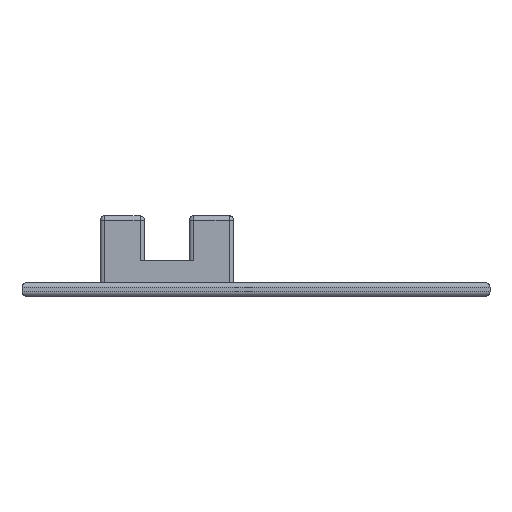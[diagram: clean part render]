
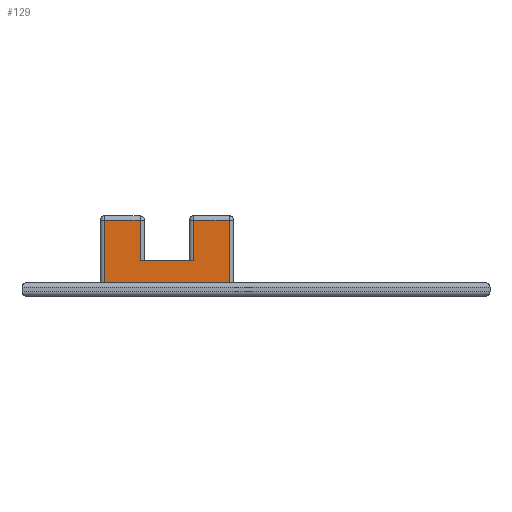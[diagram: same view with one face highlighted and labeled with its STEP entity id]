
A CAD part, left-side view. The second image highlights one B-rep face of the part: STEP entity #129.
In plain terms, the highlighted planar face has unit normal (-1, 0, 0).
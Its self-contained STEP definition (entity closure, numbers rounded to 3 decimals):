
#129=ADVANCED_FACE('',(#1035),#1037,.T.);
#1035=FACE_BOUND('',#1036,.T.);
#1036=EDGE_LOOP('',(#3272,#3273,#3274,#3275,#3276,#3277,#3278,#3279));
#1037=PLANE('',#1038);
#1038=AXIS2_PLACEMENT_3D('',#1039,#1040,#1041);
#1039=CARTESIAN_POINT('',(-40.,35.,3.));
#1040=DIRECTION('',(-1.,0.,0.));
#1041=DIRECTION('',(0.,-1.,0.));
#3272=ORIENTED_EDGE('',*,*,#4787,.F.);
#3273=ORIENTED_EDGE('',*,*,#4541,.T.);
#3274=ORIENTED_EDGE('',*,*,#4788,.T.);
#3275=ORIENTED_EDGE('',*,*,#4506,.F.);
#3276=ORIENTED_EDGE('',*,*,#4789,.F.);
#3277=ORIENTED_EDGE('',*,*,#4756,.F.);
#3278=ORIENTED_EDGE('',*,*,#4790,.T.);
#3279=ORIENTED_EDGE('',*,*,#4514,.F.);
#4506=EDGE_CURVE('',#5434,#5432,#5436,.T.);
#4514=EDGE_CURVE('',#5447,#5449,#5450,.T.);
#4541=EDGE_CURVE('',#5492,#5490,#5493,.T.);
#4756=EDGE_CURVE('',#5914,#5916,#5917,.T.);
#4787=EDGE_CURVE('',#5492,#5447,#5955,.T.);
#4788=EDGE_CURVE('',#5490,#5432,#5956,.T.);
#4789=EDGE_CURVE('',#5916,#5434,#5957,.T.);
#4790=EDGE_CURVE('',#5914,#5449,#5958,.T.);
#5432=VERTEX_POINT('',#7084);
#5434=VERTEX_POINT('',#7089);
#5436=LINE('',#7094,#7095);
#5447=VERTEX_POINT('',#7123);
#5449=VERTEX_POINT('',#7128);
#5450=LINE('',#7129,#7130);
#5490=VERTEX_POINT('',#7236);
#5492=VERTEX_POINT('',#7241);
#5493=LINE('',#7242,#7243);
#5914=VERTEX_POINT('',#8105);
#5916=VERTEX_POINT('',#8110);
#5917=LINE('',#8111,#8112);
#5955=LINE('',#8225,#8226);
#5956=LINE('',#8228,#8229);
#5957=LINE('',#8231,#8232);
#5958=LINE('',#8234,#8235);
#7084=CARTESIAN_POINT('',(-40.,6.,17.));
#7089=CARTESIAN_POINT('',(-40.,14.,17.));
#7094=CARTESIAN_POINT('',(-40.,14.,17.));
#7095=VECTOR('',#7096,1.);
#7096=DIRECTION('',(0.,-1.,0.));
#7123=CARTESIAN_POINT('',(-40.,34.,17.));
#7128=CARTESIAN_POINT('',(-40.,26.,17.));
#7129=CARTESIAN_POINT('',(-40.,34.,17.));
#7130=VECTOR('',#7131,1.);
#7131=DIRECTION('',(0.,-1.,0.));
#7236=CARTESIAN_POINT('',(-40.,6.,3.));
#7241=CARTESIAN_POINT('',(-40.,34.,3.));
#7242=CARTESIAN_POINT('',(-40.,34.,3.));
#7243=VECTOR('',#7244,1.);
#7244=DIRECTION('',(0.,-1.,0.));
#8105=CARTESIAN_POINT('',(-40.,26.,8.));
#8110=CARTESIAN_POINT('',(-40.,14.,8.));
#8111=CARTESIAN_POINT('',(-40.,26.,8.));
#8112=VECTOR('',#8113,1.);
#8113=DIRECTION('',(0.,-1.,0.));
#8225=CARTESIAN_POINT('',(-40.,34.,3.));
#8226=VECTOR('',#8227,1.);
#8227=DIRECTION('',(0.,0.,1.));
#8228=CARTESIAN_POINT('',(-40.,6.,3.));
#8229=VECTOR('',#8230,1.);
#8230=DIRECTION('',(0.,0.,1.));
#8231=CARTESIAN_POINT('',(-40.,14.,8.));
#8232=VECTOR('',#8233,1.);
#8233=DIRECTION('',(0.,0.,1.));
#8234=CARTESIAN_POINT('',(-40.,26.,8.));
#8235=VECTOR('',#8236,1.);
#8236=DIRECTION('',(0.,0.,1.));
